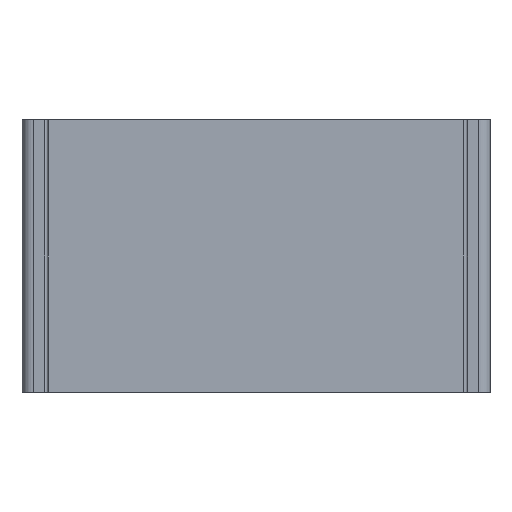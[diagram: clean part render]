
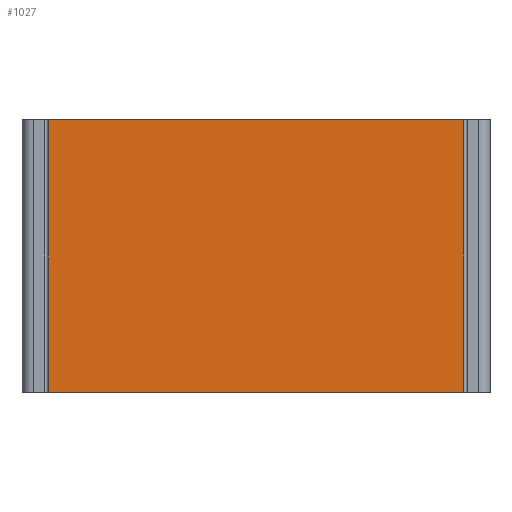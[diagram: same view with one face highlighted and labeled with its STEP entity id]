
A CAD part, front view. The second image highlights one B-rep face of the part: STEP entity #1027.
In plain terms, the highlighted planar face has unit normal (0, -1, 0).
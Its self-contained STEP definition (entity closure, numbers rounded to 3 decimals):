
#235 = DIRECTION ( 'NONE',  ( 0., 0., 1. ) ) ;
#477 = FACE_OUTER_BOUND ( 'NONE', #5811, .T. ) ;
#973 = VERTEX_POINT ( 'NONE', #8717 ) ;
#1027 = ADVANCED_FACE ( 'NONE', ( #477 ), #4013, .T. ) ;
#1048 = ORIENTED_EDGE ( 'NONE', *, *, #3413, .F. ) ;
#1148 = CARTESIAN_POINT ( 'NONE',  ( 116.076, 0., 220. ) ) ;
#1819 = CARTESIAN_POINT ( 'NONE',  ( 116.076, 0., 124. ) ) ;
#1905 = DIRECTION ( 'NONE',  ( 0., 0., -1. ) ) ;
#1965 = VERTEX_POINT ( 'NONE', #3924 ) ;
#2214 = CARTESIAN_POINT ( 'NONE',  ( 116.076, 0., 124. ) ) ;
#2479 = VERTEX_POINT ( 'NONE', #8922 ) ;
#2573 = CARTESIAN_POINT ( 'NONE',  ( 116.076, 0., 124. ) ) ;
#3146 = ORIENTED_EDGE ( 'NONE', *, *, #5888, .T. ) ;
#3396 = DIRECTION ( 'NONE',  ( 1., 0., 0. ) ) ;
#3413 = EDGE_CURVE ( 'NONE', #2479, #973, #6882, .T. ) ;
#3788 = LINE ( 'NONE', #8293, #6406 ) ;
#3924 = CARTESIAN_POINT ( 'NONE',  ( 116.076, 0., 124. ) ) ;
#4013 = PLANE ( 'NONE',  #6760 ) ;
#4099 = LINE ( 'NONE', #2214, #5303 ) ;
#4823 = CARTESIAN_POINT ( 'NONE',  ( -30.576, 0., 124. ) ) ;
#5226 = EDGE_CURVE ( 'NONE', #7652, #2479, #3788, .T. ) ;
#5303 = VECTOR ( 'NONE', #235, 1000. ) ;
#5811 = EDGE_LOOP ( 'NONE', ( #1048, #6370, #6000, #3146 ) ) ;
#5888 = EDGE_CURVE ( 'NONE', #1965, #973, #4099, .T. ) ;
#6000 = ORIENTED_EDGE ( 'NONE', *, *, #8883, .T. ) ;
#6149 = VECTOR ( 'NONE', #7451, 1000. ) ;
#6370 = ORIENTED_EDGE ( 'NONE', *, *, #5226, .F. ) ;
#6406 = VECTOR ( 'NONE', #8320, 1000. ) ;
#6677 = DIRECTION ( 'NONE',  ( 0., -1., 0. ) ) ;
#6760 = AXIS2_PLACEMENT_3D ( 'NONE', #2573, #6677, #1905 ) ;
#6882 = LINE ( 'NONE', #1148, #8702 ) ;
#7451 = DIRECTION ( 'NONE',  ( 1., 0., 0. ) ) ;
#7652 = VERTEX_POINT ( 'NONE', #4823 ) ;
#8293 = CARTESIAN_POINT ( 'NONE',  ( -30.576, 0., 124. ) ) ;
#8320 = DIRECTION ( 'NONE',  ( 0., 0., 1. ) ) ;
#8702 = VECTOR ( 'NONE', #3396, 1000. ) ;
#8717 = CARTESIAN_POINT ( 'NONE',  ( 116.076, 0., 220. ) ) ;
#8745 = LINE ( 'NONE', #1819, #6149 ) ;
#8883 = EDGE_CURVE ( 'NONE', #7652, #1965, #8745, .T. ) ;
#8922 = CARTESIAN_POINT ( 'NONE',  ( -30.576, 0., 220. ) ) ;
